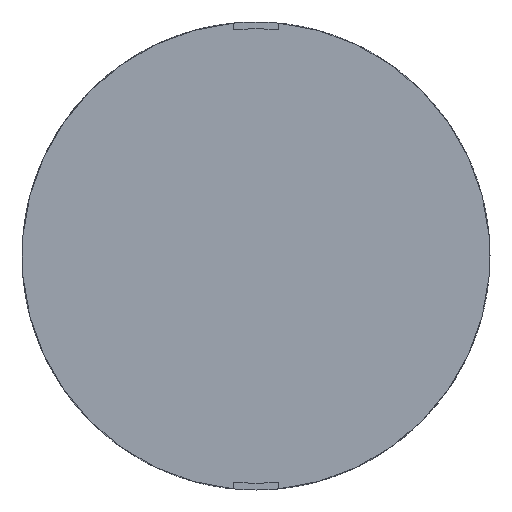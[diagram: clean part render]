
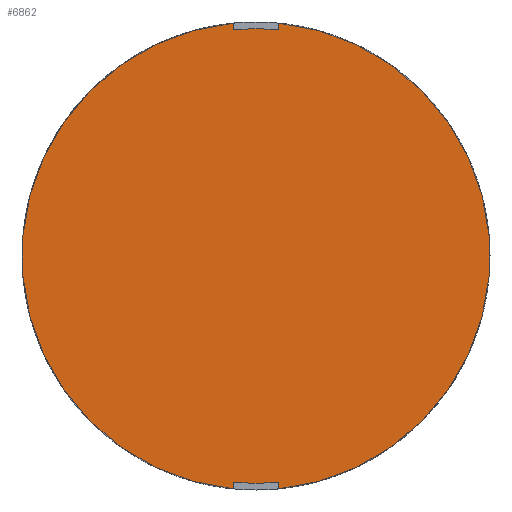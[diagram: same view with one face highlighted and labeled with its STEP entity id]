
A CAD part, left-side view. The second image highlights one B-rep face of the part: STEP entity #6862.
In plain terms, the highlighted planar face has unit normal (-1, 0, 0).
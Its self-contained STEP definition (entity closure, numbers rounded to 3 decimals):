
#2065=DIRECTION('',(0.,0.,-1.));
#2066=VECTOR('',#2065,0.06);
#2067=CARTESIAN_POINT('',(-2.232,-0.182,
-2.125));
#2068=LINE('',#2067,#2066);
#2069=DIRECTION('',(0.,0.,-1.));
#2070=VECTOR('',#2069,0.06);
#2071=CARTESIAN_POINT('',(-2.232,-0.582,
1.895));
#2072=LINE('',#2071,#2070);
#2073=CARTESIAN_POINT('',(-2.232,-0.382,
-0.145));
#2074=DIRECTION('',(-1.,0.,0.));
#2075=DIRECTION('',(0.,-0.098,-0.995));
#2076=AXIS2_PLACEMENT_3D('',#2073,#2074,#2075);
#2078=DIRECTION('',(0.,0.,-1.));
#2079=VECTOR('',#2078,0.06);
#2080=CARTESIAN_POINT('',(-2.232,-0.582,
-2.125));
#2081=LINE('',#2080,#2079);
#2082=CARTESIAN_POINT('',(-2.232,-0.382,
-0.145));
#2083=DIRECTION('',(-1.,0.,0.));
#2084=DIRECTION('',(0.,0.,-1.));
#2085=AXIS2_PLACEMENT_3D('',#2082,#2083,#2084);
#2087=CARTESIAN_POINT('',(-2.232,-0.382,
-0.145));
#2088=DIRECTION('',(-1.,0.,0.));
#2089=DIRECTION('',(0.,0.101,-0.995));
#2090=AXIS2_PLACEMENT_3D('',#2087,#2088,#2089);
#2092=CARTESIAN_POINT('',(-2.232,-0.382,
-0.145));
#2093=DIRECTION('',(-1.,0.,0.));
#2094=DIRECTION('',(0.,0.098,0.995));
#2095=AXIS2_PLACEMENT_3D('',#2092,#2093,#2094);
#2097=DIRECTION('',(0.,0.,1.));
#2098=VECTOR('',#2097,0.06);
#2099=CARTESIAN_POINT('',(-2.232,-0.182,
1.834));
#2100=LINE('',#2099,#2098);
#2101=CARTESIAN_POINT('',(-2.232,-0.382,
-0.145));
#2102=DIRECTION('',(-1.,0.,0.));
#2103=DIRECTION('',(0.,0.,1.));
#2104=AXIS2_PLACEMENT_3D('',#2101,#2102,#2103);
#2106=CARTESIAN_POINT('',(-2.232,-0.382,
-0.145));
#2107=DIRECTION('',(-1.,0.,0.));
#2108=DIRECTION('',(0.,-0.101,0.995));
#2109=AXIS2_PLACEMENT_3D('',#2106,#2107,#2108);
#3007=CARTESIAN_POINT('',(-2.232,-0.182,
-2.186));
#3008=VERTEX_POINT('',#3007);
#3058=CARTESIAN_POINT('',(-2.232,-0.182,
1.834));
#3060=VERTEX_POINT('',#3058);
#3061=CARTESIAN_POINT('',(-2.232,-0.382,
1.845));
#3062=VERTEX_POINT('',#3061);
#3071=CARTESIAN_POINT('',(-2.232,-0.182,
-2.125));
#3073=VERTEX_POINT('',#3071);
#3127=CARTESIAN_POINT('',(-2.232,-0.582,
1.834));
#3128=VERTEX_POINT('',#3127);
#3167=CARTESIAN_POINT('',(-2.232,-0.182,
1.895));
#3168=VERTEX_POINT('',#3167);
#3255=CARTESIAN_POINT('',(-2.232,-0.582,
1.895));
#3256=VERTEX_POINT('',#3255);
#3469=CARTESIAN_POINT('',(-2.232,-0.582,
-2.186));
#3470=VERTEX_POINT('',#3469);
#3693=CARTESIAN_POINT('',(-2.232,-0.382,
-2.135));
#3694=CARTESIAN_POINT('',(-2.232,-0.582,
-2.125));
#3695=VERTEX_POINT('',#3693);
#3696=VERTEX_POINT('',#3694);
#6839=CARTESIAN_POINT('',(-2.232,1.75,
-2.267));
#6840=DIRECTION('',(1.,0.,0.));
#6841=DIRECTION('',(0.,0.,1.));
#6842=AXIS2_PLACEMENT_3D('',#6839,#6840,#6841);
#6843=PLANE('',#6842);
#6844=ORIENTED_EDGE('',*,*,#4552,.F.);
#6845=ORIENTED_EDGE('',*,*,#4754,.F.);
#6847=ORIENTED_EDGE('',*,*,#6846,.F.);
#6849=ORIENTED_EDGE('',*,*,#6848,.F.);
#6851=ORIENTED_EDGE('',*,*,#6850,.F.);
#6852=ORIENTED_EDGE('',*,*,#6824,.T.);
#6853=ORIENTED_EDGE('',*,*,#4319,.F.);
#6855=ORIENTED_EDGE('',*,*,#6854,.F.);
#6857=ORIENTED_EDGE('',*,*,#6856,.F.);
#6859=ORIENTED_EDGE('',*,*,#6858,.F.);
#6860=EDGE_LOOP('',(#6844,#6845,#6847,#6849,#6851,#6852,#6853,#6855,#6857,
#6859));
#6861=FACE_OUTER_BOUND('',#6860,.F.);
#6862=ADVANCED_FACE('',(#6861),#6843,.F.);
#2077=CIRCLE('',#2076,2.05);
#2086=CIRCLE('',#2085,1.99);
#2091=CIRCLE('',#2090,1.99);
#2096=CIRCLE('',#2095,2.05);
#2105=CIRCLE('',#2104,1.99);
#2110=CIRCLE('',#2109,1.99);
#4319=EDGE_CURVE('',#3168,#3008,#2096,.T.);
#4552=EDGE_CURVE('',#3256,#3128,#2072,.T.);
#4754=EDGE_CURVE('',#3470,#3256,#2077,.T.);
#6824=EDGE_CURVE('',#3073,#3008,#2068,.T.);
#6846=EDGE_CURVE('',#3696,#3470,#2081,.T.);
#6848=EDGE_CURVE('',#3695,#3696,#2086,.T.);
#6850=EDGE_CURVE('',#3073,#3695,#2091,.T.);
#6854=EDGE_CURVE('',#3060,#3168,#2100,.T.);
#6856=EDGE_CURVE('',#3062,#3060,#2105,.T.);
#6858=EDGE_CURVE('',#3128,#3062,#2110,.T.);
